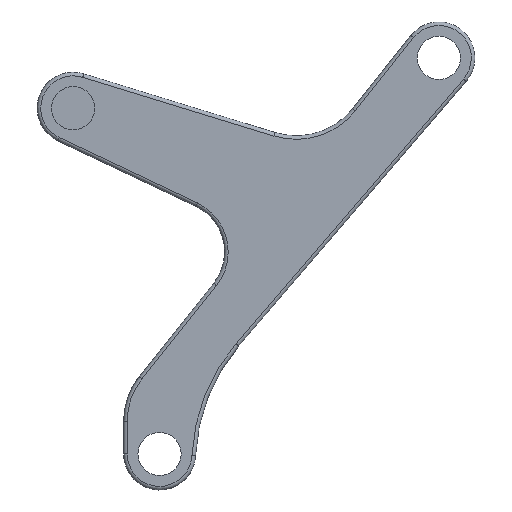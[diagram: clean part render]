
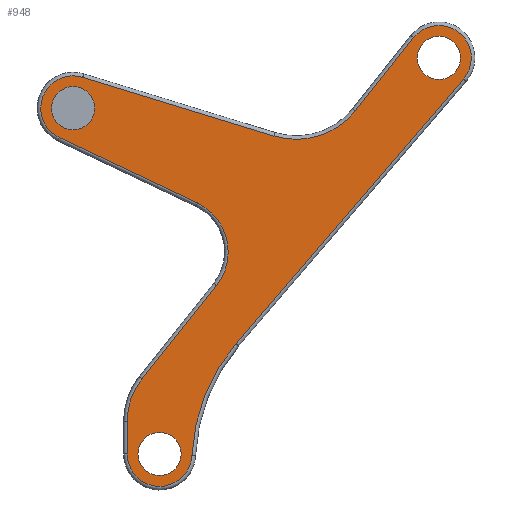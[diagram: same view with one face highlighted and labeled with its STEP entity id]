
A CAD part, front view. The second image highlights one B-rep face of the part: STEP entity #948.
In plain terms, the highlighted planar face has unit normal (0, -1, 0).
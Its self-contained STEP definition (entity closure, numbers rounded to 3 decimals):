
#18=FACE_BOUND('',#158,.T.);
#19=FACE_BOUND('',#159,.T.);
#20=FACE_BOUND('',#160,.T.);
#46=PLANE('',#1088);
#95=FACE_OUTER_BOUND('',#157,.T.);
#157=EDGE_LOOP('',(#789,#790,#791,#792,#793,#794,#795,#796,#797,#798,#799,
#800,#801));
#158=EDGE_LOOP('',(#802));
#159=EDGE_LOOP('',(#803));
#160=EDGE_LOOP('',(#804));
#207=LINE('',#1622,#263);
#209=LINE('',#1633,#265);
#211=LINE('',#1643,#267);
#213=LINE('',#1657,#269);
#214=LINE('',#1665,#270);
#215=LINE('',#1673,#271);
#263=VECTOR('',#1299,10.);
#265=VECTOR('',#1313,10.);
#267=VECTOR('',#1325,10.);
#269=VECTOR('',#1345,10.);
#270=VECTOR('',#1356,10.);
#271=VECTOR('',#1367,10.);
#289=CIRCLE('',#978,30.);
#334=CIRCLE('',#1048,45.);
#337=CIRCLE('',#1053,75.);
#341=CIRCLE('',#1059,95.);
#344=CIRCLE('',#1064,45.);
#347=CIRCLE('',#1068,255.);
#350=CIRCLE('',#1073,45.);
#353=CIRCLE('',#1078,105.);
#356=CIRCLE('',#1089,30.);
#357=CIRCLE('',#1090,30.);
#372=VERTEX_POINT('',#1463);
#422=VERTEX_POINT('',#1610);
#425=VERTEX_POINT('',#1615);
#427=VERTEX_POINT('',#1620);
#429=VERTEX_POINT('',#1626);
#430=VERTEX_POINT('',#1631);
#431=VERTEX_POINT('',#1636);
#433=VERTEX_POINT('',#1641);
#434=VERTEX_POINT('',#1646);
#435=VERTEX_POINT('',#1651);
#436=VERTEX_POINT('',#1655);
#437=VERTEX_POINT('',#1659);
#438=VERTEX_POINT('',#1663);
#440=VERTEX_POINT('',#1668);
#444=VERTEX_POINT('',#1694);
#445=VERTEX_POINT('',#1696);
#456=EDGE_CURVE('',#372,#372,#289,.T.);
#531=EDGE_CURVE('',#425,#422,#334,.T.);
#533=EDGE_CURVE('',#427,#425,#207,.T.);
#536=EDGE_CURVE('',#429,#427,#337,.T.);
#539=EDGE_CURVE('',#430,#429,#209,.T.);
#542=EDGE_CURVE('',#431,#430,#341,.T.);
#544=EDGE_CURVE('',#433,#431,#211,.T.);
#547=EDGE_CURVE('',#434,#433,#344,.T.);
#550=EDGE_CURVE('',#435,#434,#347,.T.);
#552=EDGE_CURVE('',#436,#435,#213,.T.);
#554=EDGE_CURVE('',#437,#436,#350,.T.);
#556=EDGE_CURVE('',#438,#437,#214,.T.);
#558=EDGE_CURVE('',#440,#438,#353,.T.);
#560=EDGE_CURVE('',#422,#440,#215,.T.);
#571=EDGE_CURVE('',#444,#444,#356,.T.);
#572=EDGE_CURVE('',#445,#445,#357,.T.);
#789=ORIENTED_EDGE('',*,*,#531,.F.);
#790=ORIENTED_EDGE('',*,*,#533,.F.);
#791=ORIENTED_EDGE('',*,*,#536,.F.);
#792=ORIENTED_EDGE('',*,*,#539,.F.);
#793=ORIENTED_EDGE('',*,*,#542,.F.);
#794=ORIENTED_EDGE('',*,*,#544,.F.);
#795=ORIENTED_EDGE('',*,*,#547,.F.);
#796=ORIENTED_EDGE('',*,*,#550,.F.);
#797=ORIENTED_EDGE('',*,*,#552,.F.);
#798=ORIENTED_EDGE('',*,*,#554,.F.);
#799=ORIENTED_EDGE('',*,*,#556,.F.);
#800=ORIENTED_EDGE('',*,*,#558,.F.);
#801=ORIENTED_EDGE('',*,*,#560,.F.);
#802=ORIENTED_EDGE('',*,*,#571,.T.);
#803=ORIENTED_EDGE('',*,*,#456,.T.);
#804=ORIENTED_EDGE('',*,*,#572,.T.);
#948=ADVANCED_FACE('',(#95,#18,#19,#20),#46,.F.);
#978=AXIS2_PLACEMENT_3D('',#1464,#1123,#1124);
#1048=AXIS2_PLACEMENT_3D('',#1617,#1293,#1294);
#1053=AXIS2_PLACEMENT_3D('',#1628,#1305,#1306);
#1059=AXIS2_PLACEMENT_3D('',#1638,#1319,#1320);
#1064=AXIS2_PLACEMENT_3D('',#1648,#1331,#1332);
#1068=AXIS2_PLACEMENT_3D('',#1653,#1339,#1340);
#1073=AXIS2_PLACEMENT_3D('',#1661,#1350,#1351);
#1078=AXIS2_PLACEMENT_3D('',#1670,#1361,#1362);
#1088=AXIS2_PLACEMENT_3D('',#1693,#1391,#1392);
#1089=AXIS2_PLACEMENT_3D('',#1695,#1393,#1394);
#1090=AXIS2_PLACEMENT_3D('',#1697,#1395,#1396);
#1123=DIRECTION('center_axis',(0.,1.,0.));
#1124=DIRECTION('ref_axis',(-1.,0.,0.));
#1293=DIRECTION('center_axis',(0.,1.,0.));
#1294=DIRECTION('ref_axis',(-0.932,0.,0.362));
#1299=DIRECTION('',(-0.904,0.,0.428));
#1305=DIRECTION('center_axis',(0.,-1.,0.));
#1306=DIRECTION('ref_axis',(0.974,0.,0.226));
#1313=DIRECTION('',(0.623,0.,0.783));
#1319=DIRECTION('center_axis',(0.,1.,0.));
#1320=DIRECTION('ref_axis',(-0.944,0.,0.33));
#1325=DIRECTION('',(0.,0.,1.));
#1331=DIRECTION('center_axis',(0.,1.,0.));
#1332=DIRECTION('ref_axis',(-0.022,0.,-1.));
#1339=DIRECTION('center_axis',(0.,-1.,0.));
#1340=DIRECTION('ref_axis',(-0.93,0.,0.368));
#1345=DIRECTION('',(-0.652,0.,-0.759));
#1350=DIRECTION('center_axis',(0.,1.,0.));
#1351=DIRECTION('ref_axis',(0.637,0.,0.771));
#1356=DIRECTION('',(0.623,0.,0.783));
#1361=DIRECTION('center_axis',(0.,-1.,0.));
#1362=DIRECTION('ref_axis',(0.296,0.,-0.955));
#1367=DIRECTION('',(0.956,0.,-0.294));
#1391=DIRECTION('center_axis',(0.,1.,0.));
#1392=DIRECTION('ref_axis',(-1.,0.,0.));
#1393=DIRECTION('center_axis',(0.,1.,0.));
#1394=DIRECTION('ref_axis',(-1.,0.,0.));
#1395=DIRECTION('center_axis',(0.,1.,0.));
#1396=DIRECTION('ref_axis',(-1.,0.,0.));
#1463=CARTESIAN_POINT('',(209.933,2965.006,1442.499));
#1464=CARTESIAN_POINT('Origin',(239.933,2965.007,1442.5));
#1610=CARTESIAN_POINT('',(253.143,2965.007,1485.518));
#1615=CARTESIAN_POINT('',(220.66,2965.006,1401.836));
#1617=CARTESIAN_POINT('Origin',(239.933,2965.007,1442.5));
#1620=CARTESIAN_POINT('',(412.311,2965.012,1311.));
#1622=CARTESIAN_POINT('',(363.993,2965.01,1333.901));
#1626=CARTESIAN_POINT('',(438.878,2965.012,1196.53));
#1628=CARTESIAN_POINT('Origin',(380.189,2965.011,1243.227));
#1631=CARTESIAN_POINT('',(335.593,2965.009,1066.72));
#1633=CARTESIAN_POINT('',(459.482,2965.013,1222.426));
#1636=CARTESIAN_POINT('',(314.933,2965.009,1007.571));
#1638=CARTESIAN_POINT('Origin',(409.933,2965.012,1007.571));
#1641=CARTESIAN_POINT('',(314.933,2965.009,962.5));
#1643=CARTESIAN_POINT('',(314.933,2965.009,1122.493));
#1646=CARTESIAN_POINT('',(404.891,2965.011,960.555));
#1648=CARTESIAN_POINT('Origin',(359.933,2965.01,962.5));
#1651=CARTESIAN_POINT('',(466.231,2965.013,1115.703));
#1653=CARTESIAN_POINT('Origin',(659.653,2965.019,949.531));
#1655=CARTESIAN_POINT('',(781.787,2965.022,1483.005));
#1657=CARTESIAN_POINT('',(484.193,2965.014,1136.61));
#1659=CARTESIAN_POINT('',(712.44,2965.02,1540.347));
#1661=CARTESIAN_POINT('Origin',(747.654,2965.021,1512.329));
#1663=CARTESIAN_POINT('',(631.76,2965.018,1438.948));
#1665=CARTESIAN_POINT('',(596.263,2965.017,1394.334));
#1668=CARTESIAN_POINT('',(518.773,2965.015,1403.949));
#1670=CARTESIAN_POINT('Origin',(549.595,2965.016,1504.323));
#1673=CARTESIAN_POINT('',(530.725,2965.015,1400.278));
#1693=CARTESIAN_POINT('Origin',(493.793,2965.014,1237.415));
#1694=CARTESIAN_POINT('',(777.654,2965.022,1512.329));
#1695=CARTESIAN_POINT('Origin',(747.654,2965.021,1512.329));
#1696=CARTESIAN_POINT('',(389.933,2965.011,962.5));
#1697=CARTESIAN_POINT('Origin',(359.933,2965.01,962.5));
